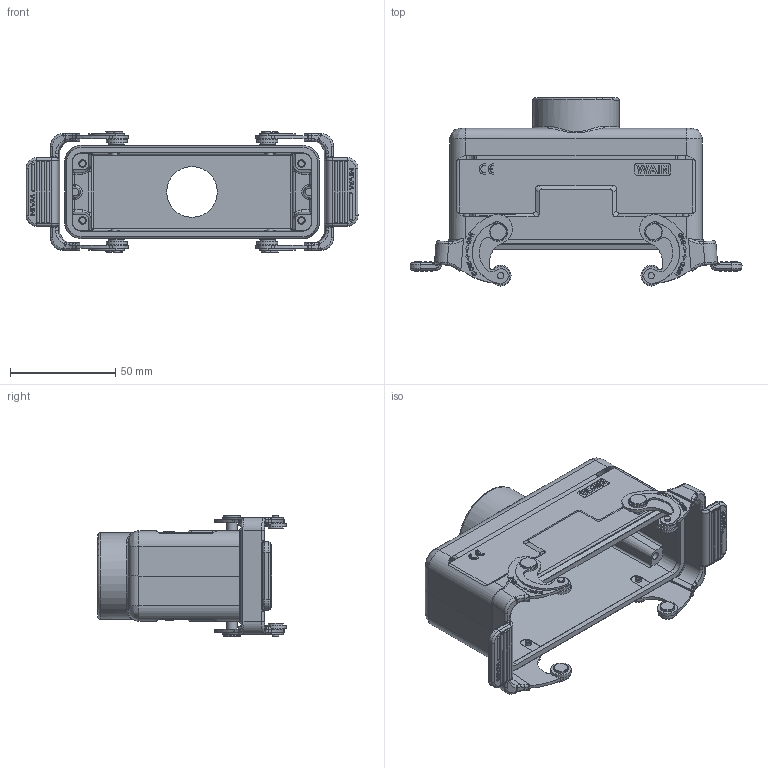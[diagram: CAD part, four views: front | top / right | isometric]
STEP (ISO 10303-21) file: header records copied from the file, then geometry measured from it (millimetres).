
FILE_DESCRIPTION(/* description */ (''),/* implementation_level */ '2;1');
FILE_NAME(/* name */ '3D_1241247411002_WV24B-CCT-2L_SC-PG21_V1.1.stp',/* time_stamp */ '2023-12-20T16:47:41+08:00',/* author */ (''),/* organization */ (''),/* preprocessor_version */ 'ST-DEVELOPER v18.1',/* originating_system */ 'SIEMENS PLM Software NX 1980',/* authorisation */ '');
FILE_SCHEMA (('AP203_CONFIGURATION_CONTROLLED_3D_DESIGN_OF_MECHANICAL_PARTS_AND_ASSEMBLIES_MIM_LF { 1 0 10303 403 2 1 2}'));
Length unit declared in the file: millimetre
Products named in the file (1): 3D_1241247411001_WV24B-CCT-2L_SC-M25_V1.0_stp
Bounding box: 157.8 x 89.41 x 57.5 mm (x, y, z)
Volume: 97503.7 mm3; surface area: 60417.8 mm2
Topology: 1 solids, 2 shells, 1513 faces, 3809 edges, 2443 vertices
Faces by surface type: plane 798, cylinder 401, torus 81, extrusion 78, bspline 70, sphere 48, cone 35, revolution 2
Full cylindrical faces by diameter (mm): 1.9 x4, 2.7 x4, 2.95 x10, 3 x4, 3.701 x4, 4.8 x4, 4.907 x4, 5 x8, 7 x4, 8 x4, 9.8 x4, 27.1 x1, 41 x1
Entity records: 55757 total; most frequent: CARTESIAN_POINT 13265, ORIENTED_EDGE 7326, DIRECTION 7036, EDGE_CURVE 3663, VERTEX_POINT 2399, AXIS2_PLACEMENT_3D 2376, VECTOR 2282, LINE 2204
